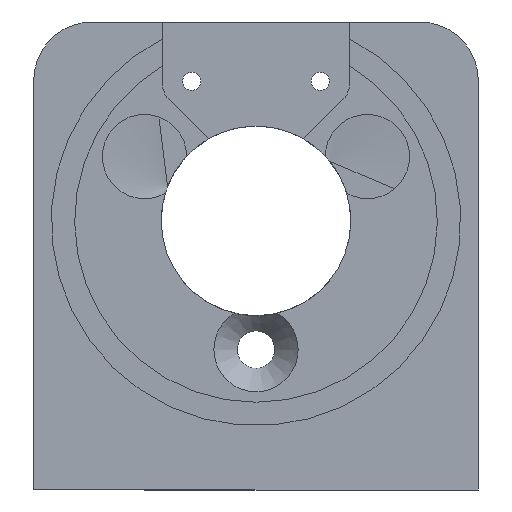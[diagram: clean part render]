
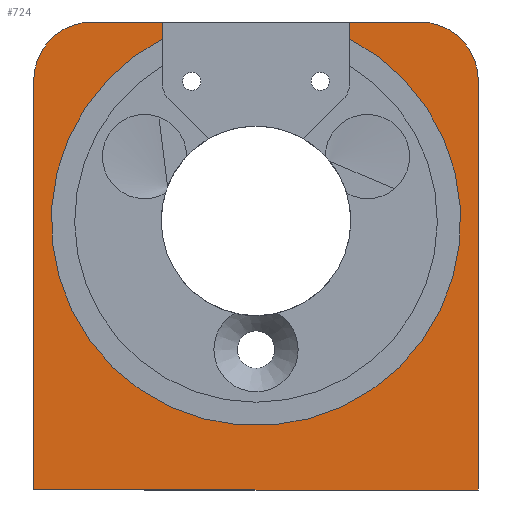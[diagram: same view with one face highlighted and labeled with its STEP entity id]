
A CAD part, front view. The second image highlights one B-rep face of the part: STEP entity #724.
In plain terms, the highlighted planar face has unit normal (0, -1, 0).
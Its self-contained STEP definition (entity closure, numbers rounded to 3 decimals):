
#41=PLANE('',#793);
#61=FACE_OUTER_BOUND('',#97,.T.);
#97=EDGE_LOOP('',(#556,#557,#558,#559,#560,#561,#562,#563,#564,#565));
#136=LINE('',#1105,#191);
#150=LINE('',#1146,#205);
#155=LINE('',#1219,#210);
#156=LINE('',#1223,#211);
#157=LINE('',#1225,#212);
#158=LINE('',#1227,#213);
#159=LINE('',#1230,#214);
#191=VECTOR('',#872,10.);
#205=VECTOR('',#908,10.);
#210=VECTOR('',#945,10.);
#211=VECTOR('',#948,10.);
#212=VECTOR('',#949,10.);
#213=VECTOR('',#950,10.);
#214=VECTOR('',#953,10.);
#257=CIRCLE('',#792,17.5);
#258=CIRCLE('',#794,5.);
#259=CIRCLE('',#795,5.);
#300=VERTEX_POINT('',#1102);
#301=VERTEX_POINT('',#1104);
#316=VERTEX_POINT('',#1143);
#317=VERTEX_POINT('',#1145);
#327=VERTEX_POINT('',#1218);
#328=VERTEX_POINT('',#1220);
#329=VERTEX_POINT('',#1222);
#330=VERTEX_POINT('',#1224);
#331=VERTEX_POINT('',#1226);
#332=VERTEX_POINT('',#1228);
#379=EDGE_CURVE('',#301,#300,#136,.T.);
#400=EDGE_CURVE('',#317,#316,#150,.T.);
#417=EDGE_CURVE('',#316,#301,#257,.T.);
#418=EDGE_CURVE('',#300,#327,#155,.T.);
#419=EDGE_CURVE('',#328,#327,#258,.T.);
#420=EDGE_CURVE('',#328,#329,#156,.T.);
#421=EDGE_CURVE('',#329,#330,#157,.T.);
#422=EDGE_CURVE('',#330,#331,#158,.T.);
#423=EDGE_CURVE('',#332,#331,#259,.T.);
#424=EDGE_CURVE('',#332,#317,#159,.T.);
#556=ORIENTED_EDGE('',*,*,#400,.T.);
#557=ORIENTED_EDGE('',*,*,#417,.T.);
#558=ORIENTED_EDGE('',*,*,#379,.T.);
#559=ORIENTED_EDGE('',*,*,#418,.T.);
#560=ORIENTED_EDGE('',*,*,#419,.F.);
#561=ORIENTED_EDGE('',*,*,#420,.T.);
#562=ORIENTED_EDGE('',*,*,#421,.T.);
#563=ORIENTED_EDGE('',*,*,#422,.T.);
#564=ORIENTED_EDGE('',*,*,#423,.F.);
#565=ORIENTED_EDGE('',*,*,#424,.T.);
#724=ADVANCED_FACE('',(#61),#41,.T.);
#792=AXIS2_PLACEMENT_3D('',#1216,#941,#942);
#793=AXIS2_PLACEMENT_3D('',#1217,#943,#944);
#794=AXIS2_PLACEMENT_3D('',#1221,#946,#947);
#795=AXIS2_PLACEMENT_3D('',#1229,#951,#952);
#872=DIRECTION('',(0.,0.,1.));
#908=DIRECTION('',(0.,0.,-1.));
#941=DIRECTION('center_axis',(0.,1.,0.));
#942=DIRECTION('ref_axis',(-1.,0.,0.));
#943=DIRECTION('center_axis',(0.,-1.,0.));
#944=DIRECTION('ref_axis',(0.,0.,-1.));
#945=DIRECTION('',(-1.,0.,0.));
#946=DIRECTION('center_axis',(0.,1.,0.));
#947=DIRECTION('ref_axis',(-0.707,0.,0.707));
#948=DIRECTION('',(0.,0.,-1.));
#949=DIRECTION('',(1.,0.,0.));
#950=DIRECTION('',(0.,0.,1.));
#951=DIRECTION('center_axis',(0.,1.,0.));
#952=DIRECTION('ref_axis',(0.707,0.,0.707));
#953=DIRECTION('',(-1.,0.,0.));
#1102=CARTESIAN_POINT('',(5.,-2.5,40.));
#1104=CARTESIAN_POINT('',(5.,-2.5,38.564));
#1105=CARTESIAN_POINT('',(5.,-2.5,26.962));
#1143=CARTESIAN_POINT('',(21.,-2.5,38.564));
#1145=CARTESIAN_POINT('',(21.,-2.5,40.));
#1146=CARTESIAN_POINT('',(21.,-2.5,30.));
#1216=CARTESIAN_POINT('Origin',(13.,-2.5,23.));
#1217=CARTESIAN_POINT('Origin',(13.,-2.5,20.));
#1218=CARTESIAN_POINT('',(-1.,-2.5,40.));
#1219=CARTESIAN_POINT('',(32.,-2.5,40.));
#1220=CARTESIAN_POINT('',(-6.,-2.5,35.));
#1221=CARTESIAN_POINT('Origin',(-1.,-2.5,35.));
#1222=CARTESIAN_POINT('',(-6.,-2.5,0.));
#1223=CARTESIAN_POINT('',(-6.,-2.5,40.));
#1224=CARTESIAN_POINT('',(32.,-2.5,0.));
#1225=CARTESIAN_POINT('',(-6.,-2.5,0.));
#1226=CARTESIAN_POINT('',(32.,-2.5,35.));
#1227=CARTESIAN_POINT('',(32.,-2.5,0.));
#1228=CARTESIAN_POINT('',(27.,-2.5,40.));
#1229=CARTESIAN_POINT('Origin',(27.,-2.5,35.));
#1230=CARTESIAN_POINT('',(32.,-2.5,40.));
